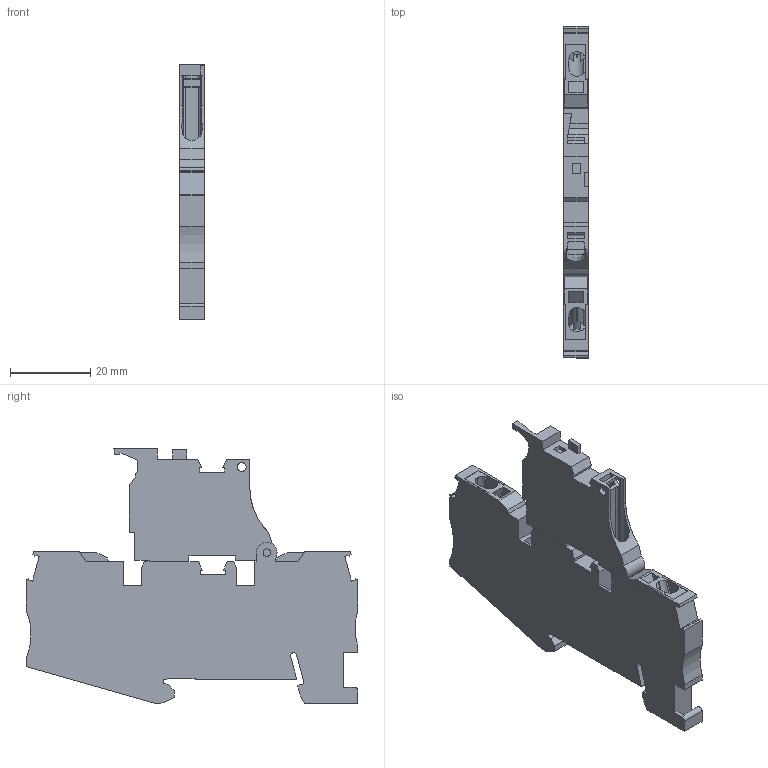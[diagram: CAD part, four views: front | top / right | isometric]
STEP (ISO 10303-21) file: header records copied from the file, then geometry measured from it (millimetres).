
FILE_DESCRIPTION(('Creo Elements/Direct Modeling STEP Export'),'2;1');
FILE_NAME('model.stp','2020-08-26T22:33:45',(''),(''),'Creo Elements/Direct Modeling STEP processor for AP214 (Solid Model)','Creo Elements/Direct Modeling 20.1A 29-Sep-2018 (C) Parametric Technology GmbH','');
FILE_SCHEMA(('AUTOMOTIVE_DESIGN { 1 0 10303 214 1 1 1 1 }'));
Length unit declared in the file: millimetre
Products named in the file (2): QTC_2.5-HEDI-select
Assembly tree (1 placements, depth 2):
  QTC_2.5-HEDI-select
    QTC_2.5-HEDI-select
Bounding box: 6.15 x 82.5 x 63.38 mm (x, y, z)
Volume: 18658.5 mm3; surface area: 10567.6 mm2
Topology: 1 solids, 1 shells, 217 faces, 648 edges, 431 vertices
Faces by surface type: plane 190, cylinder 26, cone 1
Entity records: 9527 total; most frequent: CARTESIAN_POINT 1962, ORIENTED_EDGE 1296, DIRECTION 1086, EDGE_CURVE 648, VECTOR 542, LINE 542, VERTEX_POINT 431, AXIS2_PLACEMENT_3D 272
